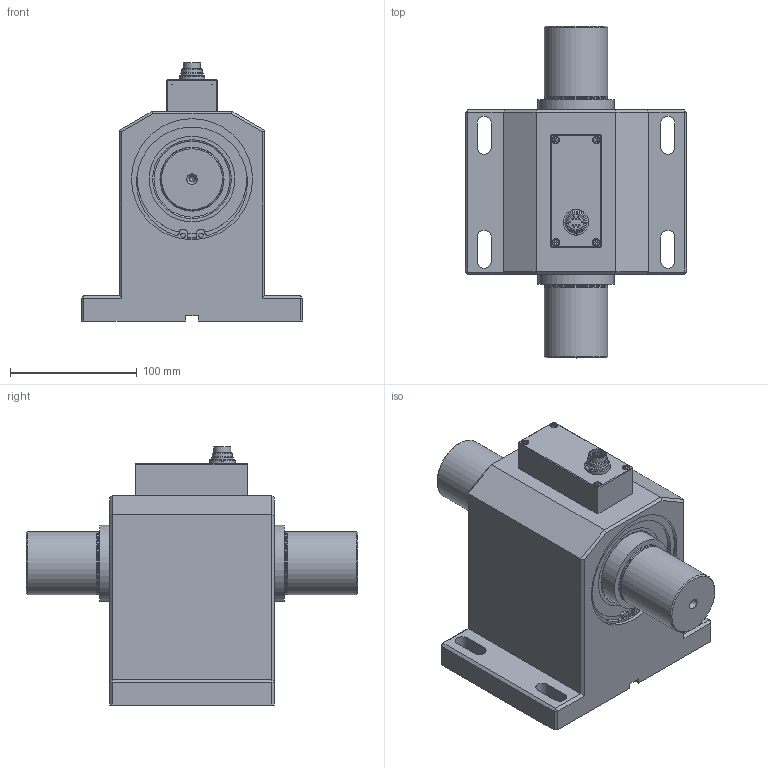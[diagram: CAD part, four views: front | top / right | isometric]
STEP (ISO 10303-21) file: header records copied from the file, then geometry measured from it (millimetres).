
FILE_DESCRIPTION( ( 'Unknown' ), '1' );
FILE_NAME( 'Dr2212-1000Nm.stp', 'Unknown', ( 'Unknown' ), ( 'Unknown' ), 'PSStep 17.0.49', 'Unknown', ' ' );
FILE_SCHEMA( ( 'AUTOMOTIVE_DESIGN { 1 0 10303 214 1 1 1 1 }' ) );
Length unit declared in the file: millimetre
Products named in the file (29): 2302-b01_doc-00051001; 2302-001_doc-00016103; DIN 625-T1-6012-2RS_60x95x18; Sicherungsring DIN 472-95x3-T1; Sicherungsring DIN 472-95x3-T1-oa0; 2301-b01_doc-00047820-oa2; 2301-001_doc-00047785; DIN 625-T1-6012-2RS_60x95x18-oa1; 2247-b05_doc-00045639; 2247-003_doc-00016120; Zylinderschraube DIN 912-M3x25; Zylinderschraube DIN 912-M3x25-oa3; Zylinderschraube DIN 912-M3x25-oa4; Zylinderschraube DIN 912-M3x25-oa5; Assem1; flanschstecker 12-polig serie 723; mutter_09-0323-89-06_DOC-00067592
Assembly tree (28 placements, depth 3):
  Assem1
    flanschstecker 12-polig serie 723
    mutter_09-0323-89-06_DOC-00067592
    2302-b01_doc-00051001
      2302-001_doc-00016103
      DIN 625-T1-6012-2RS_60x95x18
      DIN 625-T1-6012-2RS_60x95x18
      DIN 625-T1-6012-2RS_60x95x18
      DIN 625-T1-6012-2RS_60x95x18
      DIN 625-T1-6012-2RS_60x95x18
      DIN 625-T1-6012-2RS_60x95x18
      DIN 625-T1-6012-2RS_60x95x18
      Sicherungsring DIN 472-95x3-T1
      Sicherungsring DIN 472-95x3-T1-oa0
    2301-b01_doc-00047820-oa2
      2301-001_doc-00047785
      DIN 625-T1-6012-2RS_60x95x18-oa1
      DIN 625-T1-6012-2RS_60x95x18-oa1
      DIN 625-T1-6012-2RS_60x95x18-oa1
      DIN 625-T1-6012-2RS_60x95x18-oa1
      DIN 625-T1-6012-2RS_60x95x18-oa1
      DIN 625-T1-6012-2RS_60x95x18-oa1
      DIN 625-T1-6012-2RS_60x95x18-oa1
    2247-b05_doc-00045639
      2247-003_doc-00016120
      Zylinderschraube DIN 912-M3x25
      Zylinderschraube DIN 912-M3x25-oa3
      Zylinderschraube DIN 912-M3x25-oa4
      Zylinderschraube DIN 912-M3x25-oa5
Bounding box: 175 x 262 x 203.7 mm (x, y, z)
Volume: 2389767.5 mm3; surface area: 356639.3 mm2
Topology: 25 solids, 27 shells, 439 faces, 899 edges, 579 vertices
Faces by surface type: plane 228, cylinder 147, cone 42, torus 22
Full cylindrical faces by diameter (mm): 1 x24, 2.387 x4, 2.459 x4, 3 x8, 3.4 x4, 3.5 x4, 4 x2, 5.5 x4, 6 x4, 12 x1, 13.5 x1, 15 x1, 15.875 x1, 17.188 x1, 17.462 x1, 17.8 x1, 20 x2, 21 x1, 49.4 x2, 50 x2, 60 x3, 67.5 x4, 67.52 x4, 74.25 x4, 82.175 x4, 86.36 x4, 86.38 x4, 86.48 x4, 86.5 x4, 95 x3
Entity records: 14532 total; most frequent: DIRECTION 1946, CARTESIAN_POINT 1851, ORIENTED_EDGE 1352, AXIS2_PLACEMENT_3D 827, EDGE_LOOP 734, EDGE_CURVE 676, FACE_OUTER_BOUND 567, VERTEX_POINT 548
